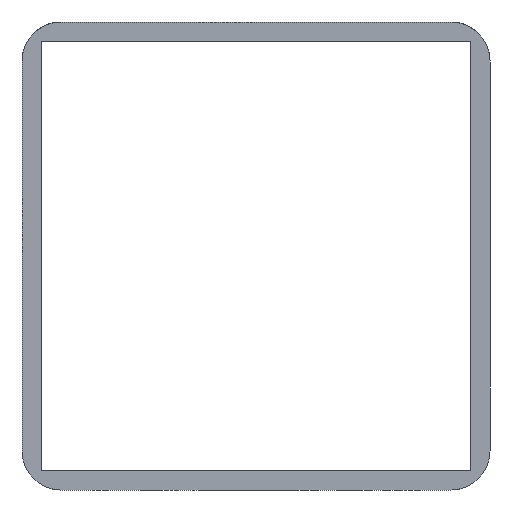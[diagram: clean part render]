
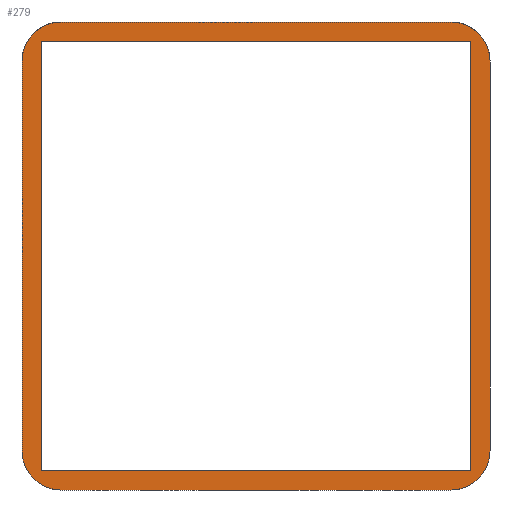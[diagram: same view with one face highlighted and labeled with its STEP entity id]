
A CAD part, front view. The second image highlights one B-rep face of the part: STEP entity #279.
In plain terms, the highlighted planar face has unit normal (0, -1, 0).
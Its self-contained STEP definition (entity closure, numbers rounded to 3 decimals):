
#166=AXIS2_PLACEMENT_3D('Circle Axis2P3D',#164,#165,$) ;
#186=AXIS2_PLACEMENT_3D('Plane Axis2P3D',#183,#184,#185) ;
#197=AXIS2_PLACEMENT_3D('Circle Axis2P3D',#195,#196,$) ;
#211=AXIS2_PLACEMENT_3D('Circle Axis2P3D',#209,#210,$) ;
#225=AXIS2_PLACEMENT_3D('Circle Axis2P3D',#223,#224,$) ;
#161=CARTESIAN_POINT('Vertex',(-60.,-280.,50.)) ;
#164=CARTESIAN_POINT('Axis2P3D Location',(-50.,-280.,50.)) ;
#168=CARTESIAN_POINT('Vertex',(-50.,-280.,60.)) ;
#183=CARTESIAN_POINT('Axis2P3D Location',(0.,-280.,0.)) ;
#188=CARTESIAN_POINT('Line Origine',(-60.,-280.,0.)) ;
#192=CARTESIAN_POINT('Vertex',(-60.,-280.,-50.)) ;
#195=CARTESIAN_POINT('Axis2P3D Location',(-50.,-280.,-50.)) ;
#199=CARTESIAN_POINT('Vertex',(-50.,-280.,-60.)) ;
#202=CARTESIAN_POINT('Line Origine',(0.,-280.,-60.)) ;
#206=CARTESIAN_POINT('Vertex',(50.,-280.,-60.)) ;
#209=CARTESIAN_POINT('Axis2P3D Location',(50.,-280.,-50.)) ;
#213=CARTESIAN_POINT('Vertex',(60.,-280.,-50.)) ;
#216=CARTESIAN_POINT('Line Origine',(60.,-280.,0.)) ;
#220=CARTESIAN_POINT('Vertex',(60.,-280.,50.)) ;
#223=CARTESIAN_POINT('Axis2P3D Location',(50.,-280.,50.)) ;
#227=CARTESIAN_POINT('Vertex',(50.,-280.,60.)) ;
#230=CARTESIAN_POINT('Line Origine',(0.,-280.,60.)) ;
#245=CARTESIAN_POINT('Line Origine',(0.,-280.,55.)) ;
#249=CARTESIAN_POINT('Vertex',(-55.,-280.,55.)) ;
#251=CARTESIAN_POINT('Vertex',(55.,-280.,55.)) ;
#254=CARTESIAN_POINT('Line Origine',(55.,-280.,0.)) ;
#258=CARTESIAN_POINT('Vertex',(55.,-280.,-55.)) ;
#261=CARTESIAN_POINT('Line Origine',(0.,-280.,-55.)) ;
#265=CARTESIAN_POINT('Vertex',(-55.,-280.,-55.)) ;
#268=CARTESIAN_POINT('Line Origine',(-55.,-280.,0.)) ;
#165=DIRECTION('Axis2P3D Direction',(0.,1.,0.)) ;
#184=DIRECTION('Axis2P3D Direction',(0.,1.,0.)) ;
#185=DIRECTION('Axis2P3D XDirection',(-1.,0.,0.)) ;
#189=DIRECTION('Vector Direction',(0.,0.,-1.)) ;
#196=DIRECTION('Axis2P3D Direction',(0.,1.,0.)) ;
#203=DIRECTION('Vector Direction',(1.,0.,0.)) ;
#210=DIRECTION('Axis2P3D Direction',(0.,1.,0.)) ;
#217=DIRECTION('Vector Direction',(0.,0.,1.)) ;
#224=DIRECTION('Axis2P3D Direction',(0.,1.,0.)) ;
#231=DIRECTION('Vector Direction',(-1.,0.,0.)) ;
#246=DIRECTION('Vector Direction',(-1.,0.,0.)) ;
#255=DIRECTION('Vector Direction',(0.,0.,1.)) ;
#262=DIRECTION('Vector Direction',(1.,0.,0.)) ;
#269=DIRECTION('Vector Direction',(0.,0.,-1.)) ;
#190=VECTOR('Line Direction',#189,1.) ;
#204=VECTOR('Line Direction',#203,1.) ;
#218=VECTOR('Line Direction',#217,1.) ;
#232=VECTOR('Line Direction',#231,1.) ;
#247=VECTOR('Line Direction',#246,1.) ;
#256=VECTOR('Line Direction',#255,1.) ;
#263=VECTOR('Line Direction',#262,1.) ;
#270=VECTOR('Line Direction',#269,1.) ;
#236=ORIENTED_EDGE('',*,*,#194,.F.) ;
#237=ORIENTED_EDGE('',*,*,#201,.F.) ;
#238=ORIENTED_EDGE('',*,*,#208,.F.) ;
#239=ORIENTED_EDGE('',*,*,#215,.F.) ;
#240=ORIENTED_EDGE('',*,*,#222,.F.) ;
#241=ORIENTED_EDGE('',*,*,#229,.F.) ;
#242=ORIENTED_EDGE('',*,*,#234,.F.) ;
#243=ORIENTED_EDGE('',*,*,#170,.F.) ;
#274=ORIENTED_EDGE('',*,*,#253,.T.) ;
#275=ORIENTED_EDGE('',*,*,#260,.T.) ;
#276=ORIENTED_EDGE('',*,*,#267,.T.) ;
#277=ORIENTED_EDGE('',*,*,#272,.T.) ;
#278=FACE_BOUND('',#273,.T.) ;
#279=ADVANCED_FACE('PartBody',(#244,#278),#187,.F.) ;
#167=CIRCLE('generated circle',#166,10.) ;
#198=CIRCLE('generated circle',#197,10.) ;
#212=CIRCLE('generated circle',#211,10.) ;
#226=CIRCLE('generated circle',#225,10.) ;
#170=EDGE_CURVE('',#162,#169,#167,.T.) ;
#194=EDGE_CURVE('',#193,#162,#191,.F.) ;
#201=EDGE_CURVE('',#200,#193,#198,.T.) ;
#208=EDGE_CURVE('',#207,#200,#205,.F.) ;
#215=EDGE_CURVE('',#214,#207,#212,.T.) ;
#222=EDGE_CURVE('',#221,#214,#219,.F.) ;
#229=EDGE_CURVE('',#228,#221,#226,.T.) ;
#234=EDGE_CURVE('',#169,#228,#233,.F.) ;
#253=EDGE_CURVE('',#250,#252,#248,.F.) ;
#260=EDGE_CURVE('',#252,#259,#257,.F.) ;
#267=EDGE_CURVE('',#259,#266,#264,.F.) ;
#272=EDGE_CURVE('',#266,#250,#271,.F.) ;
#235=EDGE_LOOP('',(#236,#237,#238,#239,#240,#241,#242,#243)) ;
#273=EDGE_LOOP('',(#274,#275,#276,#277)) ;
#244=FACE_OUTER_BOUND('',#235,.T.) ;
#191=LINE('Line',#188,#190) ;
#205=LINE('Line',#202,#204) ;
#219=LINE('Line',#216,#218) ;
#233=LINE('Line',#230,#232) ;
#248=LINE('Line',#245,#247) ;
#257=LINE('Line',#254,#256) ;
#264=LINE('Line',#261,#263) ;
#271=LINE('Line',#268,#270) ;
#187=PLANE('',#186) ;
#162=VERTEX_POINT('',#161) ;
#169=VERTEX_POINT('',#168) ;
#193=VERTEX_POINT('',#192) ;
#200=VERTEX_POINT('',#199) ;
#207=VERTEX_POINT('',#206) ;
#214=VERTEX_POINT('',#213) ;
#221=VERTEX_POINT('',#220) ;
#228=VERTEX_POINT('',#227) ;
#250=VERTEX_POINT('',#249) ;
#252=VERTEX_POINT('',#251) ;
#259=VERTEX_POINT('',#258) ;
#266=VERTEX_POINT('',#265) ;
